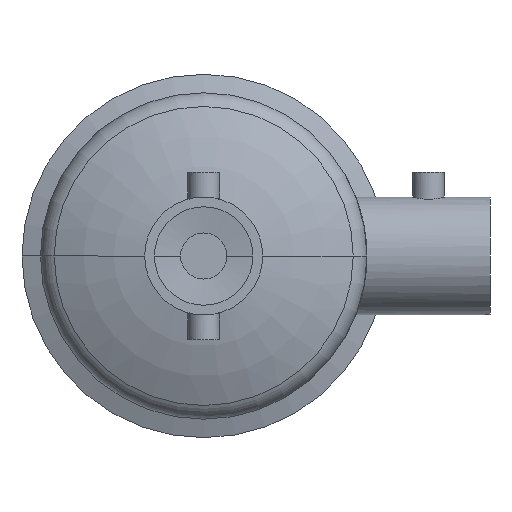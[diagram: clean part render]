
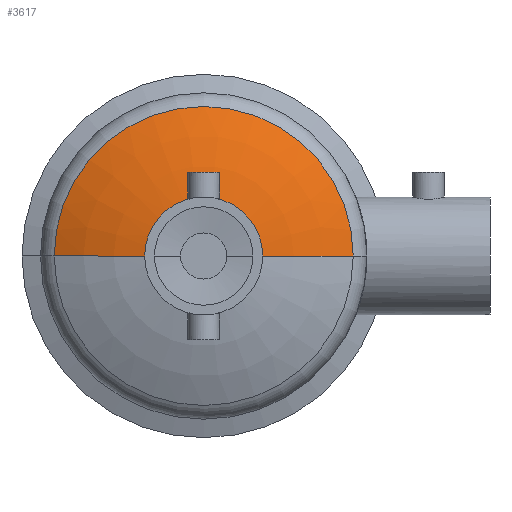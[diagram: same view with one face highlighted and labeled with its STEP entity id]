
A CAD part, front view. The second image highlights one B-rep face of the part: STEP entity #3617.
In plain terms, the highlighted toroidal (fillet/blend) face has major radius 2.639 mm and minor radius 168.275 mm.
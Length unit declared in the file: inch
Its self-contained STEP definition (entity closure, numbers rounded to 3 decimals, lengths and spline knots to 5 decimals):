
#168 = DIRECTION ( 'NONE',  ( 0., -1., 0. ) ) ;
#417 = CARTESIAN_POINT ( 'NONE',  ( 0., 2.49986, 0. ) ) ;
#457 = ORIENTED_EDGE ( 'NONE', *, *, #847, .T. ) ;
#465 = DIRECTION ( 'NONE',  ( 0., 0., -1. ) ) ;
#736 = DIRECTION ( 'NONE',  ( 0., -1., 0. ) ) ;
#753 = DIRECTION ( 'NONE',  ( 0., -1., 0. ) ) ;
#847 = EDGE_CURVE ( 'NONE', #1291, #1765, #1195, .T. ) ;
#1116 = EDGE_CURVE ( 'NONE', #2512, #1765, #2845, .T. ) ;
#1119 = CARTESIAN_POINT ( 'NONE',  ( 0., 9.03409, 0. ) ) ;
#1154 = ORIENTED_EDGE ( 'NONE', *, *, #2676, .T. ) ;
#1195 = CIRCLE ( 'NONE', #1871, 6.625 ) ;
#1212 = EDGE_LOOP ( 'NONE', ( #1154, #457, #1629, #1576 ) ) ;
#1254 = VERTEX_POINT ( 'NONE', #1468 ) ;
#1259 = AXIS2_PLACEMENT_3D ( 'NONE', #4005, #753, #3711 ) ;
#1291 = VERTEX_POINT ( 'NONE', #2517 ) ;
#1322 = AXIS2_PLACEMENT_3D ( 'NONE', #1792, #465, #2796 ) ;
#1468 = CARTESIAN_POINT ( 'NONE',  ( 3.03361, 3.09208, 0. ) ) ;
#1576 = ORIENTED_EDGE ( 'NONE', *, *, #2087, .F. ) ;
#1629 = ORIENTED_EDGE ( 'NONE', *, *, #1116, .F. ) ;
#1765 = VERTEX_POINT ( 'NONE', #2782 ) ;
#1792 = CARTESIAN_POINT ( 'NONE',  ( 0.1039, 9.03409, 0. ) ) ;
#1826 = CARTESIAN_POINT ( 'NONE',  ( 1.19685, 2.49986, 0. ) ) ;
#1871 = AXIS2_PLACEMENT_3D ( 'NONE', #3099, #3791, #4107 ) ;
#2043 = DIRECTION ( 'NONE',  ( 1., 0., 0. ) ) ;
#2087 = EDGE_CURVE ( 'NONE', #1254, #2512, #2274, .T. ) ;
#2274 = CIRCLE ( 'NONE', #1322, 6.625 ) ;
#2448 = DIRECTION ( 'NONE',  ( 1., 0., 0. ) ) ;
#2512 = VERTEX_POINT ( 'NONE', #1826 ) ;
#2517 = CARTESIAN_POINT ( 'NONE',  ( -3.03361, 3.09208, 0. ) ) ;
#2676 = EDGE_CURVE ( 'NONE', #1254, #1291, #2779, .T. ) ;
#2779 = CIRCLE ( 'NONE', #1259, 3.03361 ) ;
#2782 = CARTESIAN_POINT ( 'NONE',  ( -1.19685, 2.49986, 0. ) ) ;
#2796 = DIRECTION ( 'NONE',  ( -1., 0., 0. ) ) ;
#2845 = CIRCLE ( 'NONE', #3612, 1.19685 ) ;
#3099 = CARTESIAN_POINT ( 'NONE',  ( -0.1039, 9.03409, 0. ) ) ;
#3528 = AXIS2_PLACEMENT_3D ( 'NONE', #1119, #168, #2448 ) ;
#3612 = AXIS2_PLACEMENT_3D ( 'NONE', #417, #736, #2043 ) ;
#3617 = ADVANCED_FACE ( 'NONE', ( #3786 ), #3901, .T. ) ;
#3711 = DIRECTION ( 'NONE',  ( 1., 0., 0. ) ) ;
#3786 = FACE_OUTER_BOUND ( 'NONE', #1212, .T. ) ;
#3791 = DIRECTION ( 'NONE',  ( 0., 0., 1. ) ) ;
#3901 = TOROIDAL_SURFACE ( 'NONE', #3528, 0.1039, 6.625 ) ;
#4005 = CARTESIAN_POINT ( 'NONE',  ( 0., 3.09208, 0. ) ) ;
#4107 = DIRECTION ( 'NONE',  ( 1., 0., 0. ) ) ;
